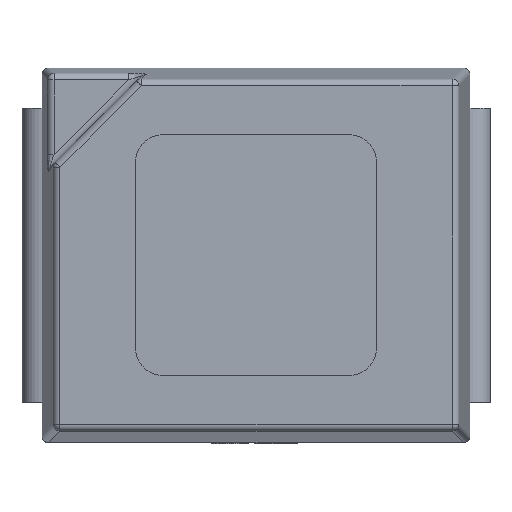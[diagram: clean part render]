
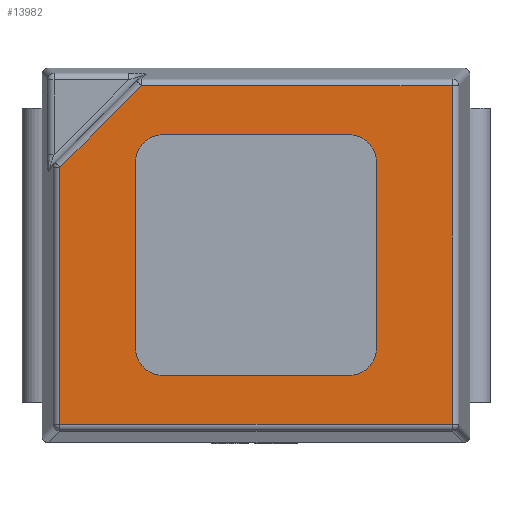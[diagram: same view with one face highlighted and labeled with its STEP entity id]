
A CAD part, top view. The second image highlights one B-rep face of the part: STEP entity #13982.
In plain terms, the highlighted planar face has unit normal (0, 0, 1).
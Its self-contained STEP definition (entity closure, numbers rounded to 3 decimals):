
#37 = CARTESIAN_POINT ( 'NONE',  ( 0., 1.267, 1.9 ) ) ;
#124 = CARTESIAN_POINT ( 'NONE',  ( -0.9, -0.9, 1.9 ) ) ;
#250 = LINE ( 'NONE', #37, #15991 ) ;
#358 = ORIENTED_EDGE ( 'NONE', *, *, #13719, .F. ) ;
#444 = LINE ( 'NONE', #4520, #18342 ) ;
#462 = EDGE_CURVE ( 'NONE', #3340, #3603, #4319, .T. ) ;
#595 = DIRECTION ( 'NONE',  ( 0., 0., -1. ) ) ;
#685 = DIRECTION ( 'NONE',  ( 0., 0., -1. ) ) ;
#882 = CARTESIAN_POINT ( 'NONE',  ( 0.7, 0.7, 1.9 ) ) ;
#1249 = CARTESIAN_POINT ( 'NONE',  ( -0.9, -0.7, 1.9 ) ) ;
#1522 = CARTESIAN_POINT ( 'NONE',  ( -0.9, 0.7, 1.9 ) ) ;
#1540 = EDGE_CURVE ( 'NONE', #3885, #3603, #7571, .T. ) ;
#1742 = DIRECTION ( 'NONE',  ( 0., 1., 0. ) ) ;
#1961 = CIRCLE ( 'NONE', #16375, 0.2 ) ;
#2077 = ORIENTED_EDGE ( 'NONE', *, *, #5479, .F. ) ;
#2155 = DIRECTION ( 'NONE',  ( -1., 0., 0. ) ) ;
#2572 = CARTESIAN_POINT ( 'NONE',  ( 1.467, 1.267, 1.9 ) ) ;
#2748 = ORIENTED_EDGE ( 'NONE', *, *, #13907, .T. ) ;
#3112 = ORIENTED_EDGE ( 'NONE', *, *, #15070, .T. ) ;
#3340 = VERTEX_POINT ( 'NONE', #6532 ) ;
#3442 = CARTESIAN_POINT ( 'NONE',  ( 0.9, 0.7, 1.9 ) ) ;
#3460 = EDGE_CURVE ( 'NONE', #12259, #8084, #12898, .T. ) ;
#3603 = VERTEX_POINT ( 'NONE', #14431 ) ;
#3659 = ORIENTED_EDGE ( 'NONE', *, *, #462, .F. ) ;
#3885 = VERTEX_POINT ( 'NONE', #1522 ) ;
#3946 = LINE ( 'NONE', #14502, #9992 ) ;
#4319 = LINE ( 'NONE', #8690, #18383 ) ;
#4331 = VECTOR ( 'NONE', #15895, 1000. ) ;
#4520 = CARTESIAN_POINT ( 'NONE',  ( -0.9, -0.9, 1.9 ) ) ;
#4692 = LINE ( 'NONE', #124, #14612 ) ;
#4809 = DIRECTION ( 'NONE',  ( -1., 0., 0. ) ) ;
#5077 = CARTESIAN_POINT ( 'NONE',  ( 0.9, -0.7, 1.9 ) ) ;
#5273 = EDGE_CURVE ( 'NONE', #16273, #7940, #1961, .T. ) ;
#5323 = CARTESIAN_POINT ( 'NONE',  ( -0.7, -0.7, 1.9 ) ) ;
#5405 = DIRECTION ( 'NONE',  ( -1., 0., 0. ) ) ;
#5479 = EDGE_CURVE ( 'NONE', #13458, #7940, #444, .T. ) ;
#5728 = AXIS2_PLACEMENT_3D ( 'NONE', #12753, #9676, #15710 ) ;
#5734 = CARTESIAN_POINT ( 'NONE',  ( -1.062, 1.062, 1.9 ) ) ;
#5796 = CARTESIAN_POINT ( 'NONE',  ( -1.467, -1.267, 1.9 ) ) ;
#5869 = ORIENTED_EDGE ( 'NONE', *, *, #5273, .T. ) ;
#6399 = CIRCLE ( 'NONE', #18346, 0.2 ) ;
#6517 = EDGE_CURVE ( 'NONE', #16273, #9983, #3946, .T. ) ;
#6532 = CARTESIAN_POINT ( 'NONE',  ( 0.7, 0.9, 1.9 ) ) ;
#6697 = VERTEX_POINT ( 'NONE', #13698 ) ;
#6845 = DIRECTION ( 'NONE',  ( 0., 0., -1. ) ) ;
#6914 = EDGE_CURVE ( 'NONE', #6697, #14321, #10238, .T. ) ;
#7030 = VERTEX_POINT ( 'NONE', #2572 ) ;
#7104 = AXIS2_PLACEMENT_3D ( 'NONE', #5323, #595, #12576 ) ;
#7136 = DIRECTION ( 'NONE',  ( -1., 0., 0. ) ) ;
#7212 = DIRECTION ( 'NONE',  ( -0.707, -0.707, 0. ) ) ;
#7246 = DIRECTION ( 'NONE',  ( 0., 0., -1. ) ) ;
#7571 = CIRCLE ( 'NONE', #5728, 0.2 ) ;
#7788 = ORIENTED_EDGE ( 'NONE', *, *, #15299, .T. ) ;
#7808 = CARTESIAN_POINT ( 'NONE',  ( -0.7, -0.9, 1.9 ) ) ;
#7940 = VERTEX_POINT ( 'NONE', #13488 ) ;
#7960 = CARTESIAN_POINT ( 'NONE',  ( 0., -1.267, 1.9 ) ) ;
#8035 = ORIENTED_EDGE ( 'NONE', *, *, #9093, .T. ) ;
#8037 = VECTOR ( 'NONE', #1742, 1000. ) ;
#8084 = VERTEX_POINT ( 'NONE', #11417 ) ;
#8112 = ORIENTED_EDGE ( 'NONE', *, *, #3460, .T. ) ;
#8178 = EDGE_LOOP ( 'NONE', ( #8112, #3112, #11470, #18155, #7788 ) ) ;
#8690 = CARTESIAN_POINT ( 'NONE',  ( -0.9, 0.9, 1.9 ) ) ;
#8950 = DIRECTION ( 'NONE',  ( 0., -1., 0. ) ) ;
#9043 = VECTOR ( 'NONE', #7212, 1000. ) ;
#9093 = EDGE_CURVE ( 'NONE', #3340, #9983, #6399, .T. ) ;
#9142 = VECTOR ( 'NONE', #18621, 1000. ) ;
#9341 = CARTESIAN_POINT ( 'NONE',  ( -1.467, 0.657, 1.9 ) ) ;
#9676 = DIRECTION ( 'NONE',  ( 0., 0., -1. ) ) ;
#9851 = CARTESIAN_POINT ( 'NONE',  ( -1.467, 0., 1.9 ) ) ;
#9983 = VERTEX_POINT ( 'NONE', #3442 ) ;
#9992 = VECTOR ( 'NONE', #14117, 1000. ) ;
#10238 = LINE ( 'NONE', #5734, #9043 ) ;
#10454 = CARTESIAN_POINT ( 'NONE',  ( 1.467, 0., 1.9 ) ) ;
#10461 = DIRECTION ( 'NONE',  ( 1., 0., 0. ) ) ;
#11378 = FACE_BOUND ( 'NONE', #14212, .T. ) ;
#11417 = CARTESIAN_POINT ( 'NONE',  ( 1.467, -1.267, 1.9 ) ) ;
#11470 = ORIENTED_EDGE ( 'NONE', *, *, #16587, .T. ) ;
#12108 = AXIS2_PLACEMENT_3D ( 'NONE', #16232, #7246, #14522 ) ;
#12259 = VERTEX_POINT ( 'NONE', #5796 ) ;
#12576 = DIRECTION ( 'NONE',  ( -1., 0., 0. ) ) ;
#12753 = CARTESIAN_POINT ( 'NONE',  ( -0.7, 0.7, 1.9 ) ) ;
#12831 = LINE ( 'NONE', #9851, #4331 ) ;
#12898 = LINE ( 'NONE', #7960, #9142 ) ;
#13069 = CIRCLE ( 'NONE', #7104, 0.2 ) ;
#13255 = PLANE ( 'NONE',  #12108 ) ;
#13329 = LINE ( 'NONE', #10454, #8037 ) ;
#13458 = VERTEX_POINT ( 'NONE', #7808 ) ;
#13488 = CARTESIAN_POINT ( 'NONE',  ( 0.7, -0.9, 1.9 ) ) ;
#13519 = ORIENTED_EDGE ( 'NONE', *, *, #6517, .F. ) ;
#13646 = VERTEX_POINT ( 'NONE', #1249 ) ;
#13698 = CARTESIAN_POINT ( 'NONE',  ( -0.857, 1.267, 1.9 ) ) ;
#13719 = EDGE_CURVE ( 'NONE', #3885, #13646, #4692, .T. ) ;
#13907 = EDGE_CURVE ( 'NONE', #13458, #13646, #13069, .T. ) ;
#13982 = ADVANCED_FACE ( 'NONE', ( #11378, #16135 ), #13255, .F. ) ;
#14117 = DIRECTION ( 'NONE',  ( 0., 1., 0. ) ) ;
#14124 = CARTESIAN_POINT ( 'NONE',  ( 0.7, -0.7, 1.9 ) ) ;
#14212 = EDGE_LOOP ( 'NONE', ( #3659, #8035, #13519, #5869, #2077, #2748, #358, #19346 ) ) ;
#14321 = VERTEX_POINT ( 'NONE', #9341 ) ;
#14431 = CARTESIAN_POINT ( 'NONE',  ( -0.7, 0.9, 1.9 ) ) ;
#14502 = CARTESIAN_POINT ( 'NONE',  ( 0.9, -0.9, 1.9 ) ) ;
#14522 = DIRECTION ( 'NONE',  ( -1., 0., 0. ) ) ;
#14612 = VECTOR ( 'NONE', #8950, 1000. ) ;
#15070 = EDGE_CURVE ( 'NONE', #8084, #7030, #13329, .T. ) ;
#15299 = EDGE_CURVE ( 'NONE', #14321, #12259, #12831, .T. ) ;
#15710 = DIRECTION ( 'NONE',  ( -1., 0., 0. ) ) ;
#15895 = DIRECTION ( 'NONE',  ( 0., -1., 0. ) ) ;
#15991 = VECTOR ( 'NONE', #4809, 1000. ) ;
#16135 = FACE_OUTER_BOUND ( 'NONE', #8178, .T. ) ;
#16232 = CARTESIAN_POINT ( 'NONE',  ( 0., 0., 1.9 ) ) ;
#16273 = VERTEX_POINT ( 'NONE', #5077 ) ;
#16375 = AXIS2_PLACEMENT_3D ( 'NONE', #14124, #685, #5405 ) ;
#16587 = EDGE_CURVE ( 'NONE', #7030, #6697, #250, .T. ) ;
#18155 = ORIENTED_EDGE ( 'NONE', *, *, #6914, .T. ) ;
#18342 = VECTOR ( 'NONE', #10461, 1000. ) ;
#18346 = AXIS2_PLACEMENT_3D ( 'NONE', #882, #6845, #2155 ) ;
#18383 = VECTOR ( 'NONE', #7136, 1000. ) ;
#18621 = DIRECTION ( 'NONE',  ( 1., 0., 0. ) ) ;
#19346 = ORIENTED_EDGE ( 'NONE', *, *, #1540, .T. ) ;
